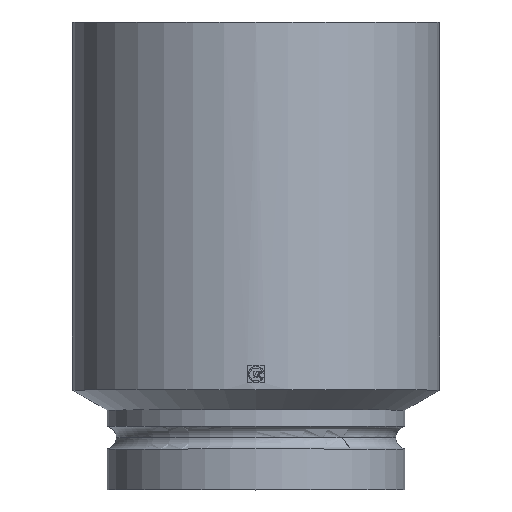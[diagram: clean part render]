
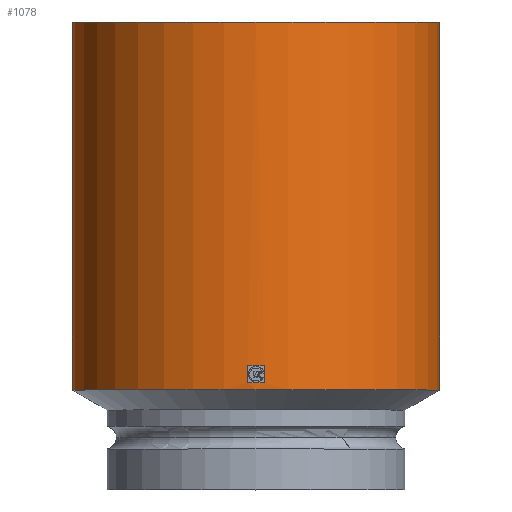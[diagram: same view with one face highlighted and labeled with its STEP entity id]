
A CAD part, top view. The second image highlights one B-rep face of the part: STEP entity #1078.
In plain terms, the highlighted cylindrical face has radius 53 mm (diameter 106 mm), a partial arc.
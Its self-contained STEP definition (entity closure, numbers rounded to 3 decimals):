
#48 = DIRECTION ( 'NONE',  ( 0., 1., 0. ) ) ;
#54 = CARTESIAN_POINT ( 'NONE',  ( 53., 2.042, 0. ) ) ;
#108 = DIRECTION ( 'NONE',  ( 0., -1., 0. ) ) ;
#146 = AXIS2_PLACEMENT_3D ( 'NONE', #1624, #814, #1361 ) ;
#158 = DIRECTION ( 'NONE',  ( 1., 0., 0. ) ) ;
#212 = DIRECTION ( 'NONE',  ( 0., -1., 0. ) ) ;
#258 = DIRECTION ( 'NONE',  ( -0.047, 0., 0.999 ) ) ;
#334 = EDGE_CURVE ( 'NONE', #605, #421, #884, .T. ) ;
#348 = EDGE_LOOP ( 'NONE', ( #984, #1140, #1463, #1686 ) ) ;
#369 = CARTESIAN_POINT ( 'NONE',  ( 53., 135., 0. ) ) ;
#370 = DIRECTION ( 'NONE',  ( 0., -1., 0. ) ) ;
#386 = VERTEX_POINT ( 'NONE', #495 ) ;
#388 = CARTESIAN_POINT ( 'NONE',  ( -53., 28.774, 0. ) ) ;
#407 = CIRCLE ( 'NONE', #1005, 53. ) ;
#414 = CARTESIAN_POINT ( 'NONE',  ( 53., 28.774, 0. ) ) ;
#421 = VERTEX_POINT ( 'NONE', #1193 ) ;
#435 = DIRECTION ( 'NONE',  ( 0., -1., 0. ) ) ;
#485 = VECTOR ( 'NONE', #48, 1000. ) ;
#495 = CARTESIAN_POINT ( 'NONE',  ( 2.499, 30.774, 52.941 ) ) ;
#605 = VERTEX_POINT ( 'NONE', #1180 ) ;
#627 = CARTESIAN_POINT ( 'NONE',  ( 0., 2.042, 0. ) ) ;
#689 = VERTEX_POINT ( 'NONE', #1344 ) ;
#709 = DIRECTION ( 'NONE',  ( 1., 0., 0. ) ) ;
#727 = CARTESIAN_POINT ( 'NONE',  ( 0., 28.774, 0. ) ) ;
#773 = EDGE_CURVE ( 'NONE', #386, #421, #1519, .T. ) ;
#785 = EDGE_CURVE ( 'NONE', #1376, #689, #407, .T. ) ;
#814 = DIRECTION ( 'NONE',  ( 0., -1., 0. ) ) ;
#857 = EDGE_CURVE ( 'NONE', #1500, #1415, #1119, .T. ) ;
#859 = VECTOR ( 'NONE', #1403, 1000. ) ;
#867 = CARTESIAN_POINT ( 'NONE',  ( -53., 2.042, 0. ) ) ;
#884 = LINE ( 'NONE', #925, #1545 ) ;
#925 = CARTESIAN_POINT ( 'NONE',  ( -2.499, 35.749, 52.941 ) ) ;
#934 = CARTESIAN_POINT ( 'NONE',  ( 2.499, 35.749, 52.941 ) ) ;
#981 = EDGE_CURVE ( 'NONE', #1376, #1500, #1525, .T. ) ;
#984 = ORIENTED_EDGE ( 'NONE', *, *, #334, .F. ) ;
#1005 = AXIS2_PLACEMENT_3D ( 'NONE', #1218, #1634, #158 ) ;
#1011 = CARTESIAN_POINT ( 'NONE',  ( 2.499, 30.774, 52.941 ) ) ;
#1078 = ADVANCED_FACE ( 'NONE', ( #1155, #1584 ), #1332, .T. ) ;
#1119 = CIRCLE ( 'NONE', #1633, 53. ) ;
#1140 = ORIENTED_EDGE ( 'NONE', *, *, #1411, .F. ) ;
#1155 = FACE_BOUND ( 'NONE', #348, .T. ) ;
#1180 = CARTESIAN_POINT ( 'NONE',  ( -2.499, 35.749, 52.941 ) ) ;
#1193 = CARTESIAN_POINT ( 'NONE',  ( -2.499, 30.774, 52.941 ) ) ;
#1218 = CARTESIAN_POINT ( 'NONE',  ( 0., 135., 0. ) ) ;
#1264 = ORIENTED_EDGE ( 'NONE', *, *, #981, .F. ) ;
#1270 = DIRECTION ( 'NONE',  ( 0., -1., 0. ) ) ;
#1284 = EDGE_CURVE ( 'NONE', #689, #1415, #1537, .T. ) ;
#1329 = CARTESIAN_POINT ( 'NONE',  ( 0., 35.749, 0. ) ) ;
#1332 = CYLINDRICAL_SURFACE ( 'NONE', #1354, 53. ) ;
#1344 = CARTESIAN_POINT ( 'NONE',  ( -53., 135., 0. ) ) ;
#1354 = AXIS2_PLACEMENT_3D ( 'NONE', #627, #212, #1698 ) ;
#1356 = ORIENTED_EDGE ( 'NONE', *, *, #857, .F. ) ;
#1361 = DIRECTION ( 'NONE',  ( -0.047, 0., 0.999 ) ) ;
#1376 = VERTEX_POINT ( 'NONE', #369 ) ;
#1387 = EDGE_LOOP ( 'NONE', ( #1517, #1490, #1356, #1264 ) ) ;
#1403 = DIRECTION ( 'NONE',  ( 0., -1., 0. ) ) ;
#1408 = VERTEX_POINT ( 'NONE', #934 ) ;
#1411 = EDGE_CURVE ( 'NONE', #1408, #605, #1770, .T. ) ;
#1415 = VERTEX_POINT ( 'NONE', #388 ) ;
#1457 = VECTOR ( 'NONE', #435, 1000. ) ;
#1463 = ORIENTED_EDGE ( 'NONE', *, *, #1704, .F. ) ;
#1485 = AXIS2_PLACEMENT_3D ( 'NONE', #1329, #108, #258 ) ;
#1490 = ORIENTED_EDGE ( 'NONE', *, *, #1284, .T. ) ;
#1500 = VERTEX_POINT ( 'NONE', #414 ) ;
#1517 = ORIENTED_EDGE ( 'NONE', *, *, #785, .T. ) ;
#1519 = CIRCLE ( 'NONE', #146, 53. ) ;
#1525 = LINE ( 'NONE', #54, #1457 ) ;
#1537 = LINE ( 'NONE', #867, #859 ) ;
#1545 = VECTOR ( 'NONE', #370, 1000. ) ;
#1584 = FACE_OUTER_BOUND ( 'NONE', #1387, .T. ) ;
#1624 = CARTESIAN_POINT ( 'NONE',  ( 0., 30.774, 0. ) ) ;
#1633 = AXIS2_PLACEMENT_3D ( 'NONE', #727, #1270, #709 ) ;
#1634 = DIRECTION ( 'NONE',  ( 0., -1., 0. ) ) ;
#1669 = LINE ( 'NONE', #1011, #485 ) ;
#1686 = ORIENTED_EDGE ( 'NONE', *, *, #773, .T. ) ;
#1698 = DIRECTION ( 'NONE',  ( 1., 0., 0. ) ) ;
#1704 = EDGE_CURVE ( 'NONE', #386, #1408, #1669, .T. ) ;
#1770 = CIRCLE ( 'NONE', #1485, 53. ) ;
